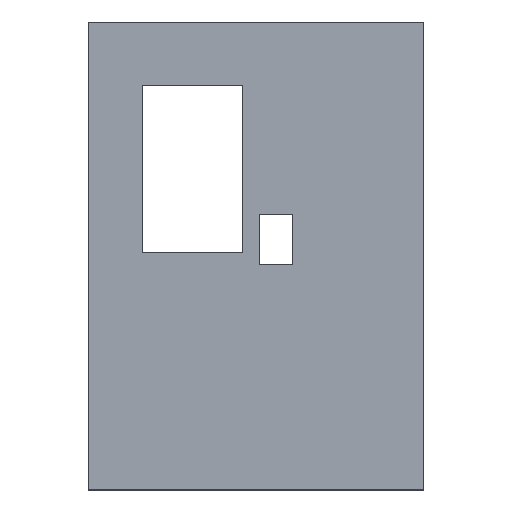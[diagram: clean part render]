
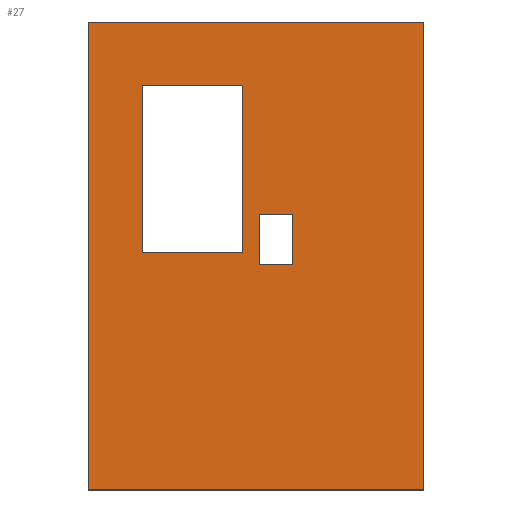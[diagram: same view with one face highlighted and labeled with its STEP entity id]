
A CAD part, top view. The second image highlights one B-rep face of the part: STEP entity #27.
In plain terms, the highlighted planar face has unit normal (0, 0, 1).
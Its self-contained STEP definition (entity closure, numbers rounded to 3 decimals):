
#27=ADVANCED_FACE('',(#71,#72,#49),#249,.T.);
#49=FACE_OUTER_BOUND('',#79,.F.);
#71=FACE_BOUND('',#77,.F.);
#72=FACE_BOUND('',#78,.F.);
#77=EDGE_LOOP('',(#105,#106,#107,#108));
#78=EDGE_LOOP('',(#109,#110,#111,#112));
#79=EDGE_LOOP('',(#113,#114,#115,#116));
#105=ORIENTED_EDGE('',*,*,#318,.T.);
#106=ORIENTED_EDGE('',*,*,#316,.T.);
#107=ORIENTED_EDGE('',*,*,#314,.T.);
#108=ORIENTED_EDGE('',*,*,#312,.T.);
#109=ORIENTED_EDGE('',*,*,#310,.T.);
#110=ORIENTED_EDGE('',*,*,#308,.T.);
#111=ORIENTED_EDGE('',*,*,#306,.T.);
#112=ORIENTED_EDGE('',*,*,#304,.T.);
#113=ORIENTED_EDGE('',*,*,#319,.T.);
#114=ORIENTED_EDGE('',*,*,#322,.T.);
#115=ORIENTED_EDGE('',*,*,#321,.T.);
#116=ORIENTED_EDGE('',*,*,#320,.T.);
#249=PLANE('',#545);
#304=EDGE_CURVE('',#516,#515,#376,.T.);
#306=EDGE_CURVE('',#513,#516,#378,.T.);
#308=EDGE_CURVE('',#511,#513,#380,.T.);
#310=EDGE_CURVE('',#515,#511,#382,.T.);
#312=EDGE_CURVE('',#508,#507,#384,.T.);
#314=EDGE_CURVE('',#505,#508,#386,.T.);
#316=EDGE_CURVE('',#503,#505,#388,.T.);
#318=EDGE_CURVE('',#507,#503,#390,.T.);
#319=EDGE_CURVE('',#502,#501,#391,.T.);
#320=EDGE_CURVE('',#500,#502,#392,.T.);
#321=EDGE_CURVE('',#499,#500,#393,.T.);
#322=EDGE_CURVE('',#501,#499,#394,.T.);
#376=LINE('',#762,#448);
#378=LINE('',#764,#450);
#380=LINE('',#766,#452);
#382=LINE('',#768,#454);
#384=LINE('',#770,#456);
#386=LINE('',#772,#458);
#388=LINE('',#774,#460);
#390=LINE('',#776,#462);
#391=LINE('',#777,#463);
#392=LINE('',#778,#464);
#393=LINE('',#779,#465);
#394=LINE('',#780,#466);
#448=VECTOR('',#595,10.);
#450=VECTOR('',#597,15.);
#452=VECTOR('',#599,10.);
#454=VECTOR('',#601,15.);
#456=VECTOR('',#603,30.);
#458=VECTOR('',#605,50.);
#460=VECTOR('',#607,30.);
#462=VECTOR('',#609,50.);
#463=VECTOR('',#610,140.);
#464=VECTOR('',#611,100.);
#465=VECTOR('',#612,140.);
#466=VECTOR('',#613,100.);
#499=VERTEX_POINT('',#693);
#500=VERTEX_POINT('',#694);
#501=VERTEX_POINT('',#695);
#502=VERTEX_POINT('',#696);
#503=VERTEX_POINT('',#697);
#505=VERTEX_POINT('',#699);
#507=VERTEX_POINT('',#701);
#508=VERTEX_POINT('',#702);
#511=VERTEX_POINT('',#705);
#513=VERTEX_POINT('',#707);
#515=VERTEX_POINT('',#709);
#516=VERTEX_POINT('',#710);
#545=AXIS2_PLACEMENT_3D('',#809,#642,#643);
#595=DIRECTION('',(-1.,0.,0.));
#597=DIRECTION('',(0.,1.,0.));
#599=DIRECTION('',(1.,0.,0.));
#601=DIRECTION('',(0.,-1.,0.));
#603=DIRECTION('',(-1.,0.,0.));
#605=DIRECTION('',(0.,1.,0.));
#607=DIRECTION('',(1.,0.,0.));
#609=DIRECTION('',(0.,-1.,0.));
#610=DIRECTION('',(0.,1.,0.));
#611=DIRECTION('',(-1.,0.,0.));
#612=DIRECTION('',(0.,-1.,0.));
#613=DIRECTION('',(1.,0.,0.));
#642=DIRECTION('',(0.,0.,1.));
#643=DIRECTION('',(1.,0.,0.));
#693=CARTESIAN_POINT('',(50.,70.,40.));
#694=CARTESIAN_POINT('',(50.,-70.,40.));
#695=CARTESIAN_POINT('',(-50.,70.,40.));
#696=CARTESIAN_POINT('',(-50.,-70.,40.));
#697=CARTESIAN_POINT('',(-34.,1.,40.));
#699=CARTESIAN_POINT('',(-4.,1.,40.));
#701=CARTESIAN_POINT('',(-34.,51.,40.));
#702=CARTESIAN_POINT('',(-4.,51.,40.));
#705=CARTESIAN_POINT('',(1.,-2.5,40.));
#707=CARTESIAN_POINT('',(11.,-2.5,40.));
#709=CARTESIAN_POINT('',(1.,12.5,40.));
#710=CARTESIAN_POINT('',(11.,12.5,40.));
#762=CARTESIAN_POINT('',(11.,12.5,40.));
#764=CARTESIAN_POINT('',(11.,-2.5,40.));
#766=CARTESIAN_POINT('',(1.,-2.5,40.));
#768=CARTESIAN_POINT('',(1.,12.5,40.));
#770=CARTESIAN_POINT('',(-4.,51.,40.));
#772=CARTESIAN_POINT('',(-4.,1.,40.));
#774=CARTESIAN_POINT('',(-34.,1.,40.));
#776=CARTESIAN_POINT('',(-34.,51.,40.));
#777=CARTESIAN_POINT('',(-50.,-70.,40.));
#778=CARTESIAN_POINT('',(50.,-70.,40.));
#779=CARTESIAN_POINT('',(50.,70.,40.));
#780=CARTESIAN_POINT('',(-50.,70.,40.));
#809=CARTESIAN_POINT('',(-51.4,-71.4,40.));
